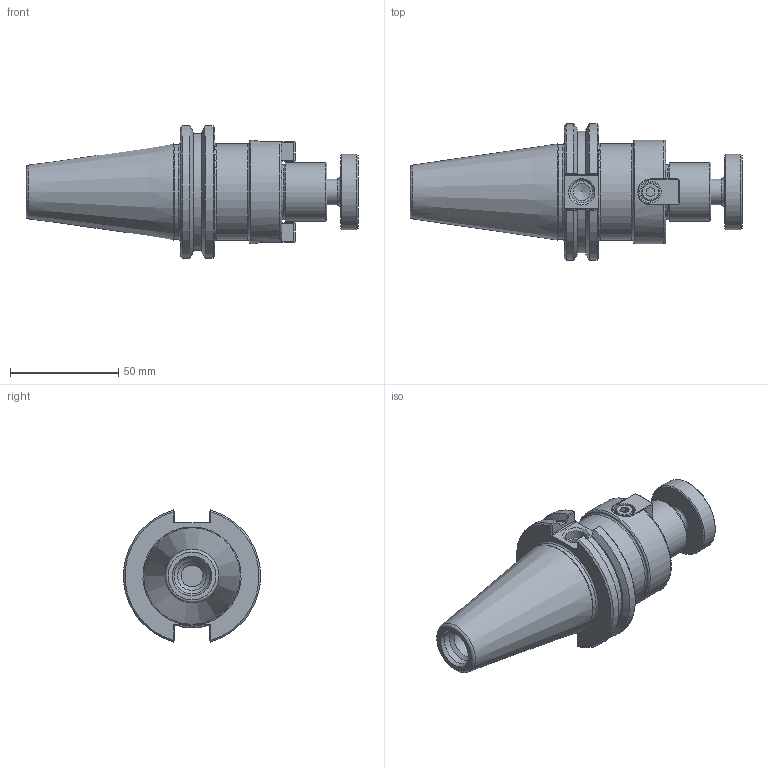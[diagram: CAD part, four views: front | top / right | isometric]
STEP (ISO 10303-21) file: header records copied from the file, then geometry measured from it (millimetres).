
FILE_DESCRIPTION(/* description */ (''),/* implementation_level */ '2;1');
FILE_NAME(/* name */ 'C40-M27SM50C.stp',/* time_stamp */ '2023-10-26T14:59:13-04:00',/* author */ ('jsmall'),/* organization */ (''),/* preprocessor_version */ 'ST-DEVELOPER v18.1',/* originating_system */ 'Autodesk Inventor 2022',/* authorisation */ '');
FILE_SCHEMA (('AUTOMOTIVE_DESIGN { 1 0 10303 214 3 1 1 }'));
Length unit declared in the file: inch
Products named in the file (5): C40-M27SM50C; C40-M27SM50C_1; 27MMKY; 028-166; 27MMLS
Assembly tree (6 placements, depth 2):
  C40-M27SM50C
    C40-M27SM50C_1
    27MMKY  x2
    028-166  x2
    27MMLS
Bounding box: 153.6 x 63.26 x 61.11 mm (x, y, z)
Volume: 168820.1 mm3; surface area: 38279.3 mm2
Topology: 6 solids, 6 shells, 216 faces, 553 edges, 355 vertices
Faces by surface type: plane 106, cylinder 59, cone 33, torus 10, bspline 8
Full cylindrical faces by diameter (mm): 2.997 x6, 4.134 x2, 5 x2, 5.512 x2, 8 x1, 8.5 x2, 10 x1, 10.008 x2, 10.106 x2, 10.135 x1, 12 x1, 12.954 x1, 13.386 x1, 16.459 x1, 25.471 x1, 26.995 x1, 35 x1, 43.942 x1, 44.45 x1, 48 x1
Entity records: 7134 total; most frequent: CARTESIAN_POINT 2292, ORIENTED_EDGE 966, DIRECTION 942, EDGE_CURVE 483, AXIS2_PLACEMENT_3D 358, VERTEX_POINT 313, LINE 226, VECTOR 226
